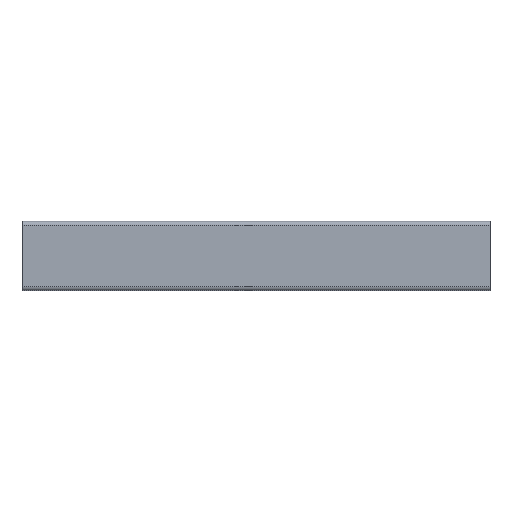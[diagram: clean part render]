
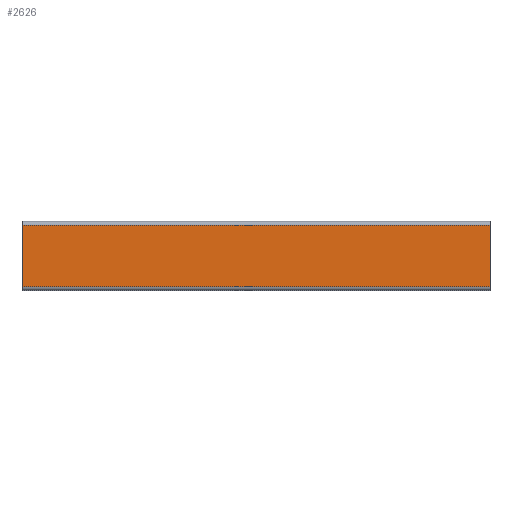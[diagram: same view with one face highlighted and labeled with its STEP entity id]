
A CAD part, top view. The second image highlights one B-rep face of the part: STEP entity #2626.
In plain terms, the highlighted planar face has unit normal (0, 0, 1).
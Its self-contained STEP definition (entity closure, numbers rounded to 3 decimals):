
#73=PLANE('',#2858);
#200=FACE_OUTER_BOUND('',#332,.T.);
#332=EDGE_LOOP('',(#2092,#2093,#2094,#2095));
#572=LINE('',#4267,#854);
#573=LINE('',#4270,#855);
#574=LINE('',#4272,#856);
#575=LINE('',#4273,#857);
#854=VECTOR('',#3500,1.);
#855=VECTOR('',#3503,1.);
#856=VECTOR('',#3504,1.);
#857=VECTOR('',#3505,1.);
#1242=VERTEX_POINT('',#4263);
#1243=VERTEX_POINT('',#4265);
#1244=VERTEX_POINT('',#4269);
#1245=VERTEX_POINT('',#4271);
#1602=EDGE_CURVE('',#1242,#1243,#572,.T.);
#1603=EDGE_CURVE('',#1244,#1242,#573,.T.);
#1604=EDGE_CURVE('',#1245,#1243,#574,.T.);
#1605=EDGE_CURVE('',#1244,#1245,#575,.T.);
#2092=ORIENTED_EDGE('',*,*,#1603,.T.);
#2093=ORIENTED_EDGE('',*,*,#1602,.T.);
#2094=ORIENTED_EDGE('',*,*,#1604,.F.);
#2095=ORIENTED_EDGE('',*,*,#1605,.F.);
#2626=ADVANCED_FACE('',(#200),#73,.T.);
#2858=AXIS2_PLACEMENT_3D('',#4268,#3501,#3502);
#3500=DIRECTION('',(1.,0.,0.));
#3501=DIRECTION('center_axis',(0.,0.,1.));
#3502=DIRECTION('ref_axis',(0.,-1.,0.));
#3503=DIRECTION('',(0.,-1.,0.));
#3504=DIRECTION('',(0.,-1.,0.));
#3505=DIRECTION('',(1.,0.,0.));
#4263=CARTESIAN_POINT('',(0.,2.5,32.));
#4265=CARTESIAN_POINT('',(304.8,2.5,32.));
#4267=CARTESIAN_POINT('',(0.,2.5,32.));
#4268=CARTESIAN_POINT('Origin',(0.,42.5,32.));
#4269=CARTESIAN_POINT('',(0.,42.5,32.));
#4270=CARTESIAN_POINT('',(0.,42.5,32.));
#4271=CARTESIAN_POINT('',(304.8,42.5,32.));
#4272=CARTESIAN_POINT('',(304.8,42.5,32.));
#4273=CARTESIAN_POINT('',(0.,42.5,32.));
